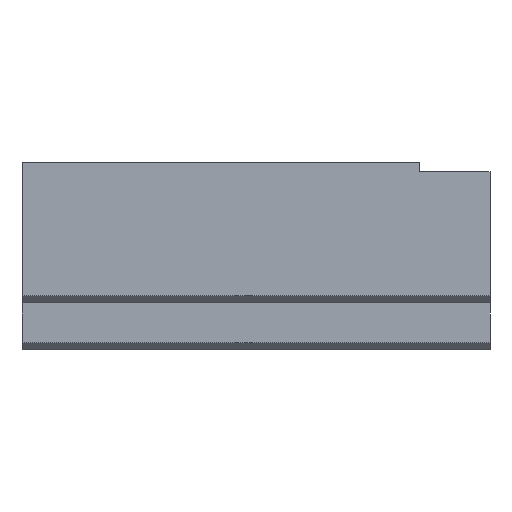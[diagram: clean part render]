
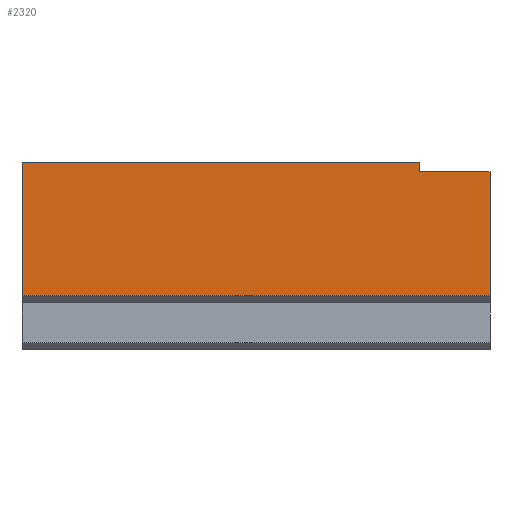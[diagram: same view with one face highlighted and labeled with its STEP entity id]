
A CAD part, front view. The second image highlights one B-rep face of the part: STEP entity #2320.
In plain terms, the highlighted planar face has unit normal (0, -1, 0).
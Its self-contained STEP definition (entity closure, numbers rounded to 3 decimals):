
#324=FACE_OUTER_BOUND('',#460,.T.);
#460=EDGE_LOOP('',(#2127,#2128,#2129,#2130,#2131,#2132));
#462=LINE('',#2794,#682);
#476=LINE('',#2826,#696);
#490=LINE('',#2854,#710);
#498=LINE('',#2870,#718);
#674=LINE('',#4361,#894);
#680=LINE('',#4387,#900);
#682=VECTOR('',#2417,10.);
#696=VECTOR('',#2441,10.);
#710=VECTOR('',#2465,10.);
#718=VECTOR('',#2481,10.);
#894=VECTOR('',#2749,10.);
#900=VECTOR('',#2783,10.);
#901=VERTEX_POINT('',#2790);
#903=VERTEX_POINT('',#2793);
#916=VERTEX_POINT('',#2825);
#925=VERTEX_POINT('',#2853);
#929=VERTEX_POINT('',#2869);
#1118=VERTEX_POINT('',#4360);
#1126=EDGE_CURVE('',#901,#903,#462,.T.);
#1142=EDGE_CURVE('',#916,#903,#476,.T.);
#1156=EDGE_CURVE('',#916,#925,#490,.T.);
#1164=EDGE_CURVE('',#925,#929,#498,.T.);
#1448=EDGE_CURVE('',#929,#1118,#674,.T.);
#1460=EDGE_CURVE('',#901,#1118,#680,.T.);
#2127=ORIENTED_EDGE('',*,*,#1156,.F.);
#2128=ORIENTED_EDGE('',*,*,#1142,.T.);
#2129=ORIENTED_EDGE('',*,*,#1126,.F.);
#2130=ORIENTED_EDGE('',*,*,#1460,.T.);
#2131=ORIENTED_EDGE('',*,*,#1448,.F.);
#2132=ORIENTED_EDGE('',*,*,#1164,.F.);
#2197=PLANE('',#2411);
#2320=ADVANCED_FACE('',(#324),#2197,.T.);
#2411=AXIS2_PLACEMENT_3D('',#4389,#2786,#2787);
#2417=DIRECTION('',(1.,0.,0.));
#2441=DIRECTION('',(0.,0.,1.));
#2465=DIRECTION('',(-1.,0.,0.));
#2481=DIRECTION('',(0.,0.,1.));
#2749=DIRECTION('',(1.,0.,0.));
#2783=DIRECTION('',(0.,0.,1.));
#2786=DIRECTION('center_axis',(0.,-1.,0.));
#2787=DIRECTION('ref_axis',(1.,0.,0.));
#2790=CARTESIAN_POINT('',(17.,0.,7.6));
#2793=CARTESIAN_POINT('',(20.,0.,7.6));
#2794=CARTESIAN_POINT('',(0.,0.,7.6));
#2825=CARTESIAN_POINT('',(20.,0.,2.3));
#2826=CARTESIAN_POINT('',(20.,0.,0.));
#2853=CARTESIAN_POINT('',(0.,0.,2.3));
#2854=CARTESIAN_POINT('',(5.,0.,2.3));
#2869=CARTESIAN_POINT('',(0.,0.,8.));
#2870=CARTESIAN_POINT('',(0.,0.,0.));
#4360=CARTESIAN_POINT('',(17.,0.,8.));
#4361=CARTESIAN_POINT('',(17.,0.,8.));
#4387=CARTESIAN_POINT('',(17.,0.,6.4));
#4389=CARTESIAN_POINT('Origin',(0.,0.,0.));
